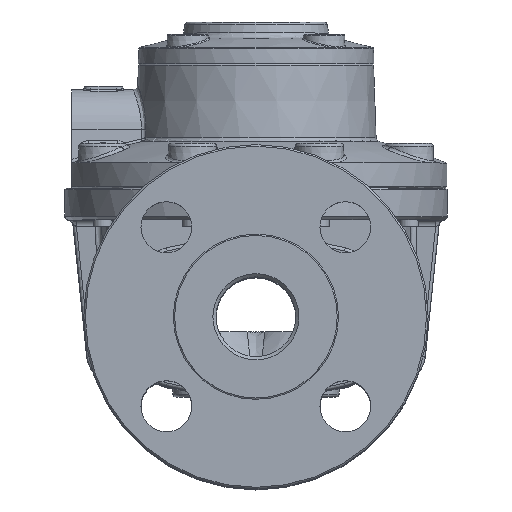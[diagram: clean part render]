
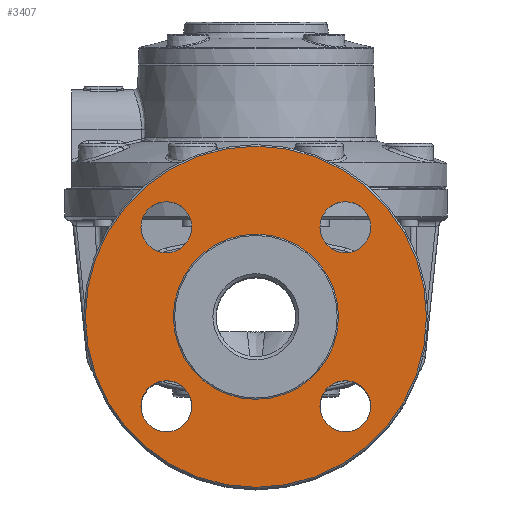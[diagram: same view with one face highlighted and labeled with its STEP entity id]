
A CAD part, top view. The second image highlights one B-rep face of the part: STEP entity #3407.
In plain terms, the highlighted face is planar.
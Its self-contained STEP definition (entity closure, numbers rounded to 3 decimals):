
#3407 = ADVANCED_FACE( '', ( #7408, #7409, #7410, #7411, #7412, #7413 ), #7414, .T. );
#7408 = FACE_OUTER_BOUND( '', #22666, .T. );
#7409 = FACE_BOUND( '', #22667, .T. );
#7410 = FACE_BOUND( '', #22668, .T. );
#7411 = FACE_BOUND( '', #22669, .T. );
#7412 = FACE_BOUND( '', #22670, .T. );
#7413 = FACE_BOUND( '', #22671, .T. );
#7414 = PLANE( '', #22672 );
#22666 = EDGE_LOOP( '', ( #41419 ) );
#22667 = EDGE_LOOP( '', ( #41420 ) );
#22668 = EDGE_LOOP( '', ( #41421 ) );
#22669 = EDGE_LOOP( '', ( #41422 ) );
#22670 = EDGE_LOOP( '', ( #41423 ) );
#22671 = EDGE_LOOP( '', ( #41424 ) );
#22672 = AXIS2_PLACEMENT_3D( '', #41425, #41426, #41427 );
#41419 = ORIENTED_EDGE( '', *, *, #50450, .T. );
#41420 = ORIENTED_EDGE( '', *, *, #50451, .T. );
#41421 = ORIENTED_EDGE( '', *, *, #49266, .F. );
#41422 = ORIENTED_EDGE( '', *, *, #50188, .F. );
#41423 = ORIENTED_EDGE( '', *, *, #50452, .F. );
#41424 = ORIENTED_EDGE( '', *, *, #50453, .F. );
#41425 = CARTESIAN_POINT( '', ( 0., -2.6, -12.75 ) );
#41426 = DIRECTION( '', ( 0., 1., 0. ) );
#41427 = DIRECTION( '', ( 1., 0., 0. ) );
#49266 = EDGE_CURVE( '', #54504, #54504, #54505, .T. );
#50188 = EDGE_CURVE( '', #55890, #55890, #55891, .T. );
#50450 = EDGE_CURVE( '', #56243, #56243, #56244, .T. );
#50451 = EDGE_CURVE( '', #56245, #56245, #56246, .T. );
#50452 = EDGE_CURVE( '', #56247, #56247, #56248, .T. );
#50453 = EDGE_CURVE( '', #56249, #56249, #56250, .T. );
#54504 = VERTEX_POINT( '', #66532 );
#54505 = CIRCLE( '', #66533, 8. );
#55890 = VERTEX_POINT( '', #71735 );
#55891 = CIRCLE( '', #71736, 8. );
#56243 = VERTEX_POINT( '', #72770 );
#56244 = CIRCLE( '', #72771, 53.5 );
#56245 = VERTEX_POINT( '', #72772 );
#56246 = CIRCLE( '', #72773, 25.9 );
#56247 = VERTEX_POINT( '', #72774 );
#56248 = CIRCLE( '', #72775, 8. );
#56249 = VERTEX_POINT( '', #72776 );
#56250 = CIRCLE( '', #72777, 8. );
#66532 = CARTESIAN_POINT( '', ( -28.072, -2.6, 36.072 ) );
#66533 = AXIS2_PLACEMENT_3D( '', #81469, #81470, #81471 );
#71735 = CARTESIAN_POINT( '', ( -28.072, -2.6, -20.072 ) );
#71736 = AXIS2_PLACEMENT_3D( '', #82535, #82536, #82537 );
#72770 = CARTESIAN_POINT( '', ( 0., -2.6, 53.5 ) );
#72771 = AXIS2_PLACEMENT_3D( '', #82819, #82820, #82821 );
#72772 = CARTESIAN_POINT( '', ( 0., -2.6, 25.9 ) );
#72773 = AXIS2_PLACEMENT_3D( '', #82822, #82823, #82824 );
#72774 = CARTESIAN_POINT( '', ( 28.072, -2.6, -20.072 ) );
#72775 = AXIS2_PLACEMENT_3D( '', #82825, #82826, #82827 );
#72776 = CARTESIAN_POINT( '', ( 28.072, -2.6, 36.072 ) );
#72777 = AXIS2_PLACEMENT_3D( '', #82828, #82829, #82830 );
#81469 = CARTESIAN_POINT( '', ( -28.072, -2.6, 28.072 ) );
#81470 = DIRECTION( '', ( 0., 1., 0. ) );
#81471 = DIRECTION( '', ( 0., 0., 1. ) );
#82535 = CARTESIAN_POINT( '', ( -28.072, -2.6, -28.072 ) );
#82536 = DIRECTION( '', ( 0., 1., 0. ) );
#82537 = DIRECTION( '', ( 0., 0., 1. ) );
#82819 = CARTESIAN_POINT( '', ( 0., -2.6, 0. ) );
#82820 = DIRECTION( '', ( 0., 1., 0. ) );
#82821 = DIRECTION( '', ( 0., 0., 1. ) );
#82822 = CARTESIAN_POINT( '', ( 0., -2.6, 0. ) );
#82823 = DIRECTION( '', ( 0., -1., 0. ) );
#82824 = DIRECTION( '', ( 0., 0., 1. ) );
#82825 = CARTESIAN_POINT( '', ( 28.072, -2.6, -28.072 ) );
#82826 = DIRECTION( '', ( 0., 1., 0. ) );
#82827 = DIRECTION( '', ( 0., 0., 1. ) );
#82828 = CARTESIAN_POINT( '', ( 28.072, -2.6, 28.072 ) );
#82829 = DIRECTION( '', ( 0., 1., 0. ) );
#82830 = DIRECTION( '', ( 0., 0., 1. ) );
